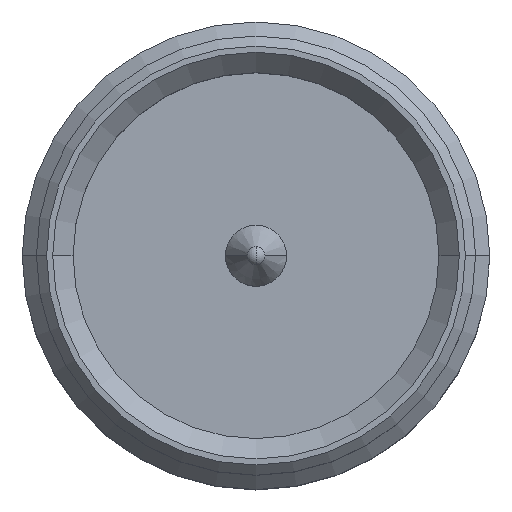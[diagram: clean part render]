
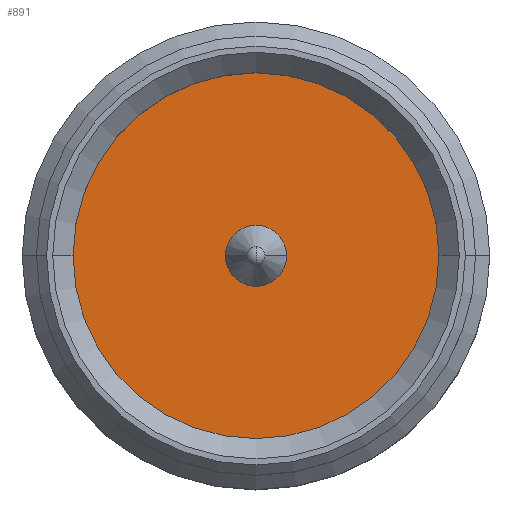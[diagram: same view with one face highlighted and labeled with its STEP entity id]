
A CAD part, top view. The second image highlights one B-rep face of the part: STEP entity #891.
In plain terms, the highlighted planar face has unit normal (0, 0, 1).
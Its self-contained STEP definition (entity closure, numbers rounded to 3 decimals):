
#72 = ORIENTED_EDGE ( 'NONE', *, *, #384, .T. ) ;
#86 = ORIENTED_EDGE ( 'NONE', *, *, #290, .T. ) ;
#99 = ORIENTED_EDGE ( 'NONE', *, *, #312, .T. ) ;
#171 = VERTEX_POINT ( 'NONE', #958 ) ;
#227 = VERTEX_POINT ( 'NONE', #944 ) ;
#285 = EDGE_CURVE ( 'NONE', #227, #171, #512, .T. ) ;
#290 = EDGE_CURVE ( 'NONE', #807, #810, #515, .T. ) ;
#312 = EDGE_CURVE ( 'NONE', #810, #807, #1238, .T. ) ;
#384 = EDGE_CURVE ( 'NONE', #171, #227, #1220, .T. ) ;
#421 = AXIS2_PLACEMENT_3D ( 'NONE', #651, #660, #648 ) ;
#430 = AXIS2_PLACEMENT_3D ( 'NONE', #1781, #1786, #1778 ) ;
#436 = AXIS2_PLACEMENT_3D ( 'NONE', #1784, #1796, #1800 ) ;
#457 = AXIS2_PLACEMENT_3D ( 'NONE', #950, #957, #964 ) ;
#496 = AXIS2_PLACEMENT_3D ( 'NONE', #953, #967, #977 ) ;
#512 = CIRCLE ( 'NONE', #457, 4.5 ) ;
#515 = CIRCLE ( 'NONE', #496, 0.75 ) ;
#642 = FACE_BOUND ( 'NONE', #1097, .T. ) ;
#648 = DIRECTION ( 'NONE',  ( -1., 0., 0. ) ) ;
#651 = CARTESIAN_POINT ( 'NONE',  ( 0., 0., -3.391 ) ) ;
#653 = PLANE ( 'NONE',  #421 ) ;
#660 = DIRECTION ( 'NONE',  ( 0., 0., -1. ) ) ;
#672 = FACE_OUTER_BOUND ( 'NONE', #1750, .T. ) ;
#807 = VERTEX_POINT ( 'NONE', #1328 ) ;
#810 = VERTEX_POINT ( 'NONE', #1339 ) ;
#891 = ADVANCED_FACE ( 'NONE', ( #642, #672 ), #653, .F. ) ;
#944 = CARTESIAN_POINT ( 'NONE',  ( -4.5, 0., -3.391 ) ) ;
#950 = CARTESIAN_POINT ( 'NONE',  ( 0., 0., -3.391 ) ) ;
#953 = CARTESIAN_POINT ( 'NONE',  ( 0., 0., -3.391 ) ) ;
#957 = DIRECTION ( 'NONE',  ( 0., 0., 1. ) ) ;
#958 = CARTESIAN_POINT ( 'NONE',  ( 4.5, 0., -3.391 ) ) ;
#964 = DIRECTION ( 'NONE',  ( -1., 0., 0. ) ) ;
#967 = DIRECTION ( 'NONE',  ( 0., 0., -1. ) ) ;
#977 = DIRECTION ( 'NONE',  ( -1., 0., 0. ) ) ;
#1097 = EDGE_LOOP ( 'NONE', ( #99, #86 ) ) ;
#1220 = CIRCLE ( 'NONE', #430, 4.5 ) ;
#1238 = CIRCLE ( 'NONE', #436, 0.75 ) ;
#1328 = CARTESIAN_POINT ( 'NONE',  ( -0.75, 0., -3.391 ) ) ;
#1339 = CARTESIAN_POINT ( 'NONE',  ( 0.75, 0., -3.391 ) ) ;
#1749 = ORIENTED_EDGE ( 'NONE', *, *, #285, .T. ) ;
#1750 = EDGE_LOOP ( 'NONE', ( #72, #1749 ) ) ;
#1778 = DIRECTION ( 'NONE',  ( -1., 0., 0. ) ) ;
#1781 = CARTESIAN_POINT ( 'NONE',  ( 0., 0., -3.391 ) ) ;
#1784 = CARTESIAN_POINT ( 'NONE',  ( 0., 0., -3.391 ) ) ;
#1786 = DIRECTION ( 'NONE',  ( 0., 0., 1. ) ) ;
#1796 = DIRECTION ( 'NONE',  ( 0., 0., -1. ) ) ;
#1800 = DIRECTION ( 'NONE',  ( -1., 0., 0. ) ) ;
